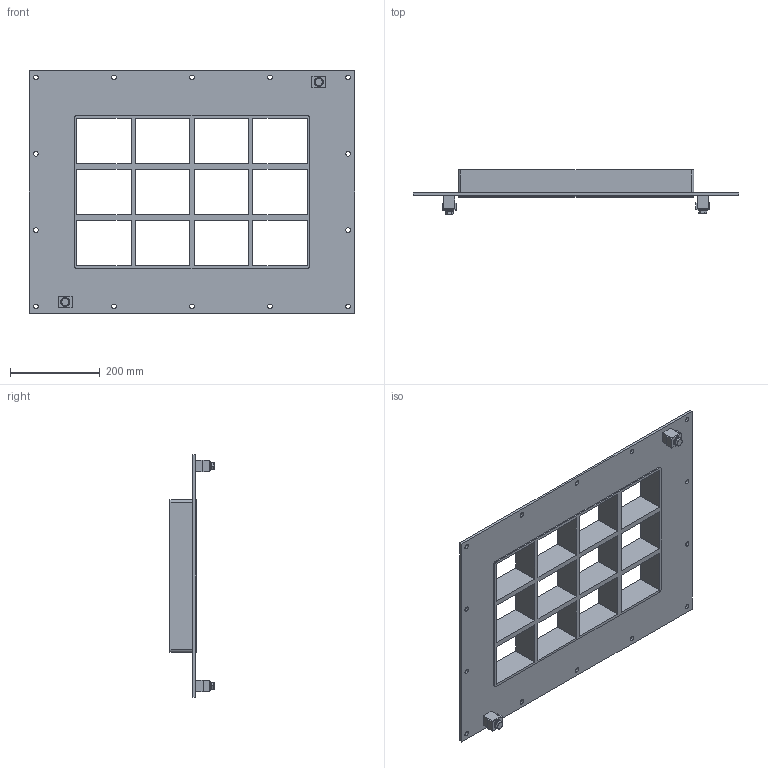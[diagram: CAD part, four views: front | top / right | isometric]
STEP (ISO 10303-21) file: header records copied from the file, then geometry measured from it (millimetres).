
FILE_DESCRIPTION((''),'2;1');
FILE_NAME('GHBG FL1002+2+2X4FL100.stp','2015-02-20T15:46:54',('se-emikul'),(''),'Autodesk Inventor 2013','Autodesk Inventor 2013','');
FILE_SCHEMA(('AUTOMOTIVE_DESIGN { 1 0 10303 214 1 1 1 1 }'));
Length unit declared in the file: millimetre
Products named in the file (1): GHBG FL1002+2+2X4FL100
Bounding box: 724 x 97.91 x 539 mm (x, y, z)
Volume: 3210220.9 mm3; surface area: 935415 mm2
Topology: 9 solids, 9 shells, 164 faces, 435 edges, 295 vertices
Faces by surface type: plane 120, cylinder 34, cone 10
Full cylindrical faces by diameter (mm): 8.376 x2, 10 x2, 10.5 x14, 11 x4, 14.75 x2, 20 x2
Entity records: 4880 total; most frequent: CARTESIAN_POINT 859, DIRECTION 772, ORIENTED_EDGE 768, EDGE_CURVE 384, VECTOR 290, LINE 290, VERTEX_POINT 274, EDGE_LOOP 260
